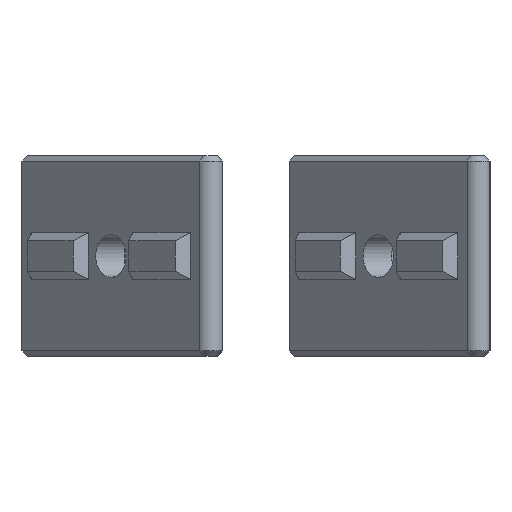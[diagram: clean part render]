
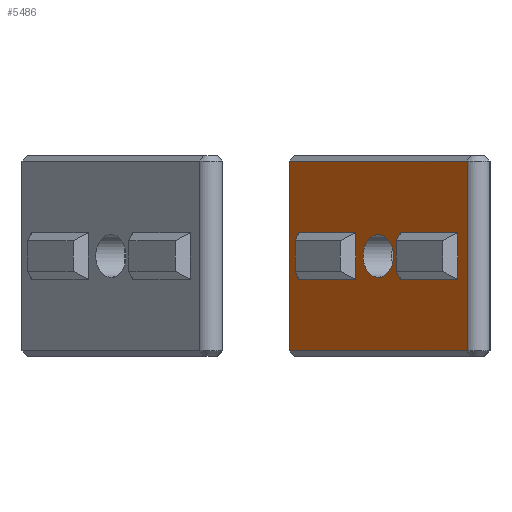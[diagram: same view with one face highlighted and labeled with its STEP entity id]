
A CAD part, left-side view. The second image highlights one B-rep face of the part: STEP entity #5486.
In plain terms, the highlighted planar face has unit normal (-0.707, 0.707, 0).
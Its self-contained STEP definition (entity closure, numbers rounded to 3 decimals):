
#52=FACE_BOUND('',#932,.T.);
#53=FACE_BOUND('',#933,.T.);
#54=FACE_BOUND('',#934,.T.);
#277=PLANE('',#6035);
#571=FACE_OUTER_BOUND('',#931,.T.);
#931=EDGE_LOOP('',(#4846,#4847,#4848,#4849));
#932=EDGE_LOOP('',(#4850,#4851,#4852,#4853));
#933=EDGE_LOOP('',(#4854,#4855,#4856,#4857));
#934=EDGE_LOOP('',(#4858));
#1412=LINE('',#9293,#1965);
#1416=LINE('',#9301,#1969);
#1441=LINE('',#9353,#1994);
#1445=LINE('',#9360,#1998);
#1448=LINE('',#9366,#2001);
#1449=LINE('',#9368,#2002);
#1452=LINE('',#9375,#2005);
#1456=LINE('',#9382,#2009);
#1457=LINE('',#9384,#2010);
#1473=LINE('',#9527,#2026);
#1494=LINE('',#9587,#2047);
#1496=LINE('',#9590,#2049);
#1965=VECTOR('',#7323,10.);
#1969=VECTOR('',#7329,10.);
#1994=VECTOR('',#7374,10.);
#1998=VECTOR('',#7380,10.);
#2001=VECTOR('',#7385,10.);
#2002=VECTOR('',#7388,10.);
#2005=VECTOR('',#7395,10.);
#2009=VECTOR('',#7401,10.);
#2010=VECTOR('',#7404,10.);
#2026=VECTOR('',#7456,10.);
#2047=VECTOR('',#7535,10.);
#2049=VECTOR('',#7539,10.);
#2291=CIRCLE('',#6002,1.6);
#2709=VERTEX_POINT('',#9291);
#2710=VERTEX_POINT('',#9292);
#2712=VERTEX_POINT('',#9298);
#2713=VERTEX_POINT('',#9300);
#2729=VERTEX_POINT('',#9350);
#2730=VERTEX_POINT('',#9352);
#2732=VERTEX_POINT('',#9358);
#2734=VERTEX_POINT('',#9364);
#2736=VERTEX_POINT('',#9374);
#2738=VERTEX_POINT('',#9380);
#2754=VERTEX_POINT('',#9516);
#2756=VERTEX_POINT('',#9524);
#2757=VERTEX_POINT('',#9526);
#3381=EDGE_CURVE('',#2709,#2710,#1412,.T.);
#3385=EDGE_CURVE('',#2713,#2712,#1416,.T.);
#3410=EDGE_CURVE('',#2730,#2729,#1441,.T.);
#3414=EDGE_CURVE('',#2729,#2732,#1445,.T.);
#3417=EDGE_CURVE('',#2732,#2734,#1448,.T.);
#3418=EDGE_CURVE('',#2734,#2730,#1449,.T.);
#3421=EDGE_CURVE('',#2736,#2713,#1452,.T.);
#3425=EDGE_CURVE('',#2712,#2738,#1456,.T.);
#3426=EDGE_CURVE('',#2738,#2736,#1457,.T.);
#3448=EDGE_CURVE('',#2754,#2754,#2291,.T.);
#3453=EDGE_CURVE('',#2756,#2757,#1473,.T.);
#3484=EDGE_CURVE('',#2757,#2709,#1494,.T.);
#3486=EDGE_CURVE('',#2756,#2710,#1496,.T.);
#4846=ORIENTED_EDGE('',*,*,#3381,.F.);
#4847=ORIENTED_EDGE('',*,*,#3484,.F.);
#4848=ORIENTED_EDGE('',*,*,#3453,.F.);
#4849=ORIENTED_EDGE('',*,*,#3486,.T.);
#4850=ORIENTED_EDGE('',*,*,#3385,.T.);
#4851=ORIENTED_EDGE('',*,*,#3425,.T.);
#4852=ORIENTED_EDGE('',*,*,#3426,.T.);
#4853=ORIENTED_EDGE('',*,*,#3421,.T.);
#4854=ORIENTED_EDGE('',*,*,#3410,.T.);
#4855=ORIENTED_EDGE('',*,*,#3414,.T.);
#4856=ORIENTED_EDGE('',*,*,#3417,.T.);
#4857=ORIENTED_EDGE('',*,*,#3418,.T.);
#4858=ORIENTED_EDGE('',*,*,#3448,.T.);
#5486=ADVANCED_FACE('',(#571,#52,#53,#54),#277,.T.);
#6002=AXIS2_PLACEMENT_3D('',#9517,#7445,#7446);
#6035=AXIS2_PLACEMENT_3D('',#9589,#7537,#7538);
#7323=DIRECTION('',(-0.707,-0.707,0.));
#7329=DIRECTION('',(-0.707,-0.707,0.));
#7374=DIRECTION('',(0.,0.,-1.));
#7380=DIRECTION('',(0.707,0.707,0.));
#7385=DIRECTION('',(0.,0.,1.));
#7388=DIRECTION('',(-0.707,-0.707,0.));
#7395=DIRECTION('',(0.,0.,1.));
#7401=DIRECTION('',(0.,0.,-1.));
#7404=DIRECTION('',(0.707,0.707,0.));
#7445=DIRECTION('center_axis',(0.707,-0.707,0.));
#7446=DIRECTION('ref_axis',(0.5,0.5,-0.707));
#7456=DIRECTION('',(0.707,0.707,0.));
#7535=DIRECTION('',(0.,0.,1.));
#7537=DIRECTION('center_axis',(-0.707,0.707,0.));
#7538=DIRECTION('ref_axis',(-0.707,-0.707,0.));
#7539=DIRECTION('',(0.,0.,1.));
#9291=CARTESIAN_POINT('',(-22.52,8.,14.6));
#9292=CARTESIAN_POINT('',(-35.813,-5.293,14.6));
#9293=CARTESIAN_POINT('',(-15.645,14.875,14.6));
#9298=CARTESIAN_POINT('',(-35.106,-4.586,9.25));
#9300=CARTESIAN_POINT('',(-30.803,-0.282,9.25));
#9301=CARTESIAN_POINT('',(-28.673,1.847,9.25));
#9350=CARTESIAN_POINT('',(-27.47,3.05,5.75));
#9352=CARTESIAN_POINT('',(-27.47,3.05,9.25));
#9353=CARTESIAN_POINT('',(-27.47,3.05,3.313));
#9358=CARTESIAN_POINT('',(-23.228,7.293,5.75));
#9360=CARTESIAN_POINT('',(-23.493,7.028,5.75));
#9364=CARTESIAN_POINT('',(-23.228,7.293,9.25));
#9366=CARTESIAN_POINT('',(-23.228,7.293,4.188));
#9368=CARTESIAN_POINT('',(-24.73,5.79,9.25));
#9374=CARTESIAN_POINT('',(-30.803,-0.282,5.75));
#9375=CARTESIAN_POINT('',(-30.803,-0.282,4.188));
#9380=CARTESIAN_POINT('',(-35.106,-4.586,5.75));
#9382=CARTESIAN_POINT('',(-35.106,-4.586,3.313));
#9384=CARTESIAN_POINT('',(-27.686,2.835,5.75));
#9516=CARTESIAN_POINT('',(-29.967,0.554,8.631));
#9517=CARTESIAN_POINT('Origin',(-29.167,1.354,7.5));
#9524=CARTESIAN_POINT('',(-35.813,-5.293,0.4));
#9526=CARTESIAN_POINT('',(-22.52,8.,0.4));
#9527=CARTESIAN_POINT('',(-15.645,14.875,0.4));
#9587=CARTESIAN_POINT('',(-22.52,8.,0.));
#9589=CARTESIAN_POINT('Origin',(-22.52,8.,0.));
#9590=CARTESIAN_POINT('',(-35.813,-5.293,0.));
